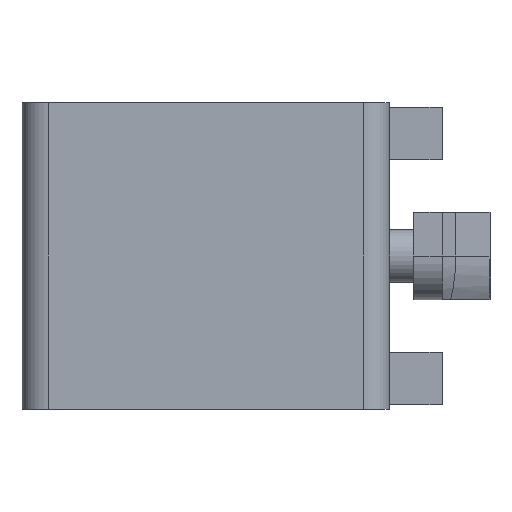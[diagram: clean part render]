
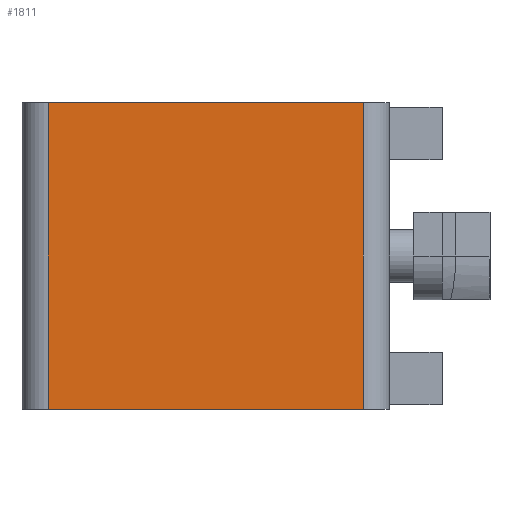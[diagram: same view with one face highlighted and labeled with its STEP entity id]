
A CAD part, left-side view. The second image highlights one B-rep face of the part: STEP entity #1811.
In plain terms, the highlighted planar face has unit normal (-1, 0, 0).
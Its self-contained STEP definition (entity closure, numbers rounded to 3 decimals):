
#96=PLANE('',#1998);
#197=FACE_OUTER_BOUND('',#313,.T.);
#313=EDGE_LOOP('',(#1518,#1519,#1520,#1521));
#395=LINE('',#2718,#575);
#405=LINE('',#2783,#585);
#476=LINE('',#2998,#656);
#477=LINE('',#2999,#657);
#575=VECTOR('',#2189,1.);
#585=VECTOR('',#2231,1.);
#656=VECTOR('',#2432,1.);
#657=VECTOR('',#2433,1.);
#812=VERTEX_POINT('',#2711);
#815=VERTEX_POINT('',#2716);
#835=VERTEX_POINT('',#2780);
#836=VERTEX_POINT('',#2782);
#1004=EDGE_CURVE('',#812,#815,#395,.T.);
#1025=EDGE_CURVE('',#835,#836,#405,.T.);
#1121=EDGE_CURVE('',#815,#836,#476,.T.);
#1122=EDGE_CURVE('',#835,#812,#477,.T.);
#1518=ORIENTED_EDGE('',*,*,#1121,.T.);
#1519=ORIENTED_EDGE('',*,*,#1025,.F.);
#1520=ORIENTED_EDGE('',*,*,#1122,.T.);
#1521=ORIENTED_EDGE('',*,*,#1004,.T.);
#1811=ADVANCED_FACE('',(#197),#96,.T.);
#1998=AXIS2_PLACEMENT_3D('',#2997,#2430,#2431);
#2189=DIRECTION('',(0.,0.,1.));
#2231=DIRECTION('',(0.,0.,1.));
#2430=DIRECTION('center_axis',(-1.,0.,0.));
#2431=DIRECTION('ref_axis',(0.,0.,-1.));
#2432=DIRECTION('',(0.,1.,0.));
#2433=DIRECTION('',(0.,-1.,0.));
#2711=CARTESIAN_POINT('',(-65.,-12.,-17.5));
#2716=CARTESIAN_POINT('',(-65.,-12.,17.5));
#2718=CARTESIAN_POINT('',(-65.,-12.,-17.5));
#2780=CARTESIAN_POINT('',(-65.,24.,-17.5));
#2782=CARTESIAN_POINT('',(-65.,24.,17.5));
#2783=CARTESIAN_POINT('',(-65.,24.,-17.5));
#2997=CARTESIAN_POINT('Origin',(-65.,-12.,-17.5));
#2998=CARTESIAN_POINT('',(-65.,24.,17.5));
#2999=CARTESIAN_POINT('',(-65.,24.,-17.5));
